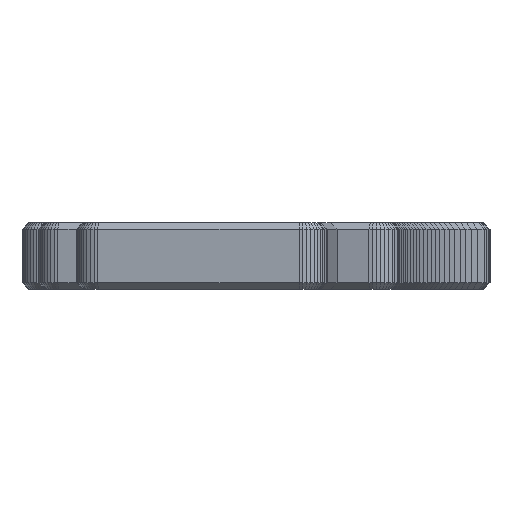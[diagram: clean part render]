
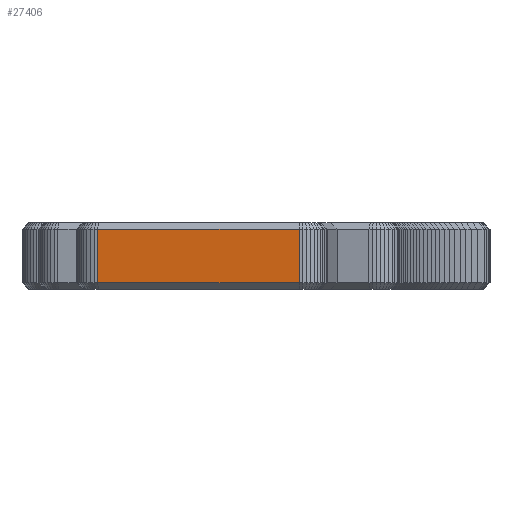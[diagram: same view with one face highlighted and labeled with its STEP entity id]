
A CAD part, left-side view. The second image highlights one B-rep face of the part: STEP entity #27406.
In plain terms, the highlighted planar face has unit normal (-0.99, 0.139, 0).
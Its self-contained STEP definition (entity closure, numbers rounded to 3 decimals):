
#945=FACE_OUTER_BOUND('',#2504,.T.);
#2504=EDGE_LOOP('',(#19809,#19810,#19811,#19812));
#4690=LINE('',#40093,#8381);
#5258=LINE('',#41220,#8949);
#5260=LINE('',#41224,#8951);
#5261=LINE('',#41225,#8952);
#8381=VECTOR('',#31943,10.);
#8949=VECTOR('',#32959,10.);
#8951=VECTOR('',#32963,10.);
#8952=VECTOR('',#32964,10.);
#12144=VERTEX_POINT('',#40085);
#12146=VERTEX_POINT('',#40091);
#12481=VERTEX_POINT('',#41219);
#12482=VERTEX_POINT('',#41223);
#14776=EDGE_CURVE('',#12146,#12144,#4690,.T.);
#15344=EDGE_CURVE('',#12144,#12481,#5258,.T.);
#15346=EDGE_CURVE('',#12482,#12146,#5260,.T.);
#15347=EDGE_CURVE('',#12481,#12482,#5261,.T.);
#19809=ORIENTED_EDGE('',*,*,#14776,.F.);
#19810=ORIENTED_EDGE('',*,*,#15346,.F.);
#19811=ORIENTED_EDGE('',*,*,#15347,.F.);
#19812=ORIENTED_EDGE('',*,*,#15344,.F.);
#26056=PLANE('',#29087);
#27406=ADVANCED_FACE('',(#945),#26056,.T.);
#29087=AXIS2_PLACEMENT_3D('',#41222,#32961,#32962);
#31943=DIRECTION('',(0.139,0.99,0.));
#32959=DIRECTION('',(0.,0.,1.));
#32961=DIRECTION('center_axis',(-0.99,0.139,0.));
#32962=DIRECTION('ref_axis',(-0.139,-0.99,0.));
#32963=DIRECTION('',(0.,0.,-1.));
#32964=DIRECTION('',(-0.139,-0.99,0.));
#40085=CARTESIAN_POINT('',(30.179,96.896,-2.));
#40091=CARTESIAN_POINT('',(26.026,67.347,-2.));
#40093=CARTESIAN_POINT('',(29.23,90.143,-2.));
#41219=CARTESIAN_POINT('',(30.179,96.896,5.8));
#41220=CARTESIAN_POINT('',(30.179,96.896,2.6));
#41222=CARTESIAN_POINT('Origin',(30.179,96.896,2.6));
#41223=CARTESIAN_POINT('',(26.026,67.347,5.8));
#41224=CARTESIAN_POINT('',(26.026,67.347,2.6));
#41225=CARTESIAN_POINT('',(29.23,90.143,5.8));
